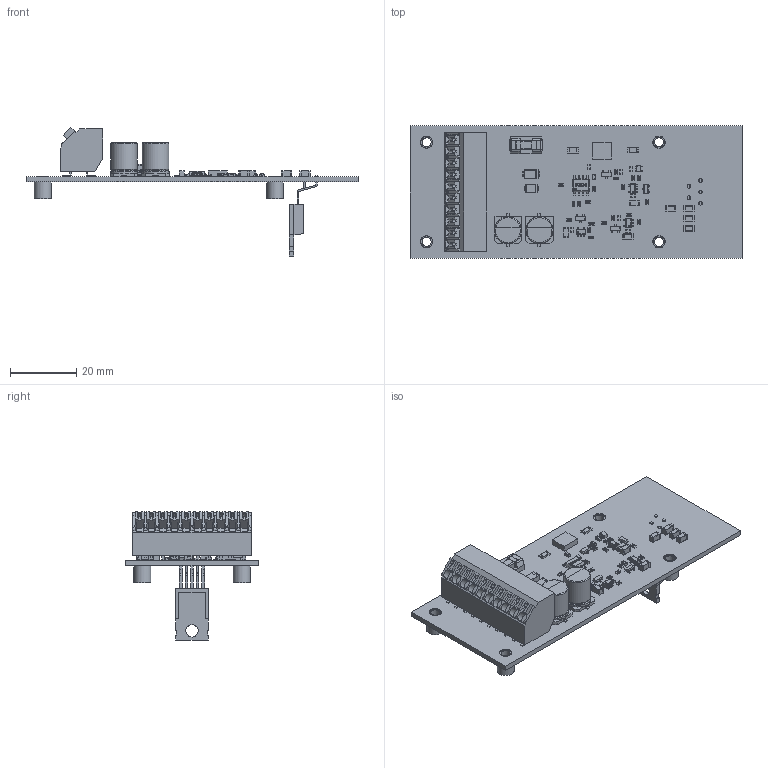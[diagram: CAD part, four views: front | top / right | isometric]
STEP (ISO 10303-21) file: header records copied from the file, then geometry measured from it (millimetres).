
FILE_DESCRIPTION(('STEP AP214'),'1');
FILE_NAME('PSUP_10V3A.step','2024-01-15T14:38:59',(' '),(' '),'Spatial InterOp 3D','XD3DPlugin XRACreate',' ');
FILE_SCHEMA(('automotive_design'));
Length unit declared in the file: millimetre
Products named in the file (63): DesignRootModel; uid__10529; Submodel-ID3D000224.stp; ID3D000224.xtd; Submodel-RESI002052_part_res_0603_ze__V1; Submodel-RESI800093_part_res_0603_ze__V1; Submodel-RESI800072_part_res_0603_ze__V1; Submodel-RESI002613_part_res_0603_ze__V1; Submodel-RESI900016_part_res_0603_ze__V1; Submodel-ID3D001145.stp; ID3D001145.xtd; Submodel-ICAN004409_part_SOIC8_1.27SP_3.9X4.9B_6W_1.75H__V1; Submodel-RESI002659_part_res_0603_ze__V1; Submodel-ID3D000572.stp; ID3D000572.xtd; Submodel-PCAP103471_part_CAP_SMD_RAD_D8_H10.2__V1; Submodel-ID3D000933.stp; ID3D000933.xtd; Submodel-RESI004348_part_RES_4PIN_3.2x1.6B__V1; Submodel-ID3D000221.stp; ID3D000221.xtd; Submodel-CAPA104828_part_cap_0603_ze__V1; Submodel-ID3D001159.stp; ID3D001159.xtd; Submodel-ICAN003524_part_SOT23_5P_.95SP_2.9X1.6B_2.8W_H1.45__V1; Submodel-CAPA100068_part_cap_0603_ze__V1; Submodel-ID3D000456.stp; ID3D000456.xtd; Submodel-OPTO100764_part_LED_0603__V1; Submodel-ID3D000238.stp; ID3D000238.xtd; Submodel-DIOD106735_part_SOT23_PO_1.2.3__V1; Submodel-noModelForPart_TRAN002449_2488415078; placementOutline; Submodel-TRAN002449_2488415078_part_SOIC8_1.27SP_3.9X4.9B_6W_MOSFET_3S_1G_4D__V1; Submodel-DIOD000320_part_SOT23_PO_1.2.3__V1; Submodel-ID3D100807.stp; ID3D100807.xtd; Submodel-CAPA002977_part_cap_1206_ipc_H1.8__V1; Submodel-ID3D000411.stp ...
Assembly tree (102 placements, depth 5):
  PSUP_10V3A
    DesignRootModel
      uid__10529
      Submodel-RESI002052_part_res_0603_ze__V1
        Submodel-ID3D000224.stp
          ID3D000224.xtd
      Submodel-RESI800093_part_res_0603_ze__V1
        Submodel-ID3D000224.stp
          ID3D000224.xtd
      Submodel-RESI800072_part_res_0603_ze__V1
        Submodel-ID3D000224.stp
          ID3D000224.xtd
      Submodel-RESI002613_part_res_0603_ze__V1  x3
        Submodel-ID3D000224.stp
          ID3D000224.xtd
      Submodel-RESI900016_part_res_0603_ze__V1  x3
        Submodel-ID3D000224.stp
          ID3D000224.xtd
      Submodel-ICAN004409_part_SOIC8_1.27SP_3.9X4.9B_6W_1.75H__V1
        Submodel-ID3D001145.stp
          ID3D001145.xtd
      Submodel-RESI002659_part_res_0603_ze__V1  x10
        Submodel-ID3D000224.stp
          ID3D000224.xtd
      Submodel-PCAP103471_part_CAP_SMD_RAD_D8_H10.2__V1  x2
        Submodel-ID3D000572.stp
          ID3D000572.xtd
      Submodel-RESI004348_part_RES_4PIN_3.2x1.6B__V1  x2
        Submodel-ID3D000933.stp
          ID3D000933.xtd
      Submodel-CAPA104828_part_cap_0603_ze__V1
        Submodel-ID3D000221.stp
          ID3D000221.xtd
      Submodel-ICAN003524_part_SOT23_5P_.95SP_2.9X1.6B_2.8W_H1.45__V1  x3
        Submodel-ID3D001159.stp
          ID3D001159.xtd
      Submodel-CAPA100068_part_cap_0603_ze__V1  x6
        Submodel-ID3D000221.stp
          ID3D000221.xtd
      Submodel-OPTO100764_part_LED_0603__V1
        Submodel-ID3D000456.stp
          ID3D000456.xtd
      Submodel-DIOD106735_part_SOT23_PO_1.2.3__V1
        Submodel-ID3D000238.stp
          ID3D000238.xtd
      Submodel-TRAN002449_2488415078_part_SOIC8_1.27SP_3.9X4.9B_6W_MOSFET_3S_1G_4D__V1
        Submodel-noModelForPart_TRAN002449_2488415078
          placementOutline
      Submodel-DIOD000320_part_SOT23_PO_1.2.3__V1  x2
        Submodel-ID3D000238.stp
          ID3D000238.xtd
      Submodel-CAPA002977_part_cap_1206_ipc_H1.8__V1  x7
        Submodel-ID3D100807.stp
          ID3D100807.xtd
      Submodel-DIOD103304_part_DIODE_SMD_SMA_4.5X2.8B__V1
        Submodel-ID3D000411.stp
          ID3D000411.xtd
      Submodel-DIOD003570_part_DIODE_SMD_SMAJ_4.3X2.6B__V1
        Submodel-ID3D101481.stp
          ID3D101481.xtd
Bounding box: 100 x 40 x 38.66 mm (x, y, z)
Volume: 13488.3 mm3; surface area: 15289.4 mm2
Topology: 105 solids, 105 shells, 7568 faces, 19100 edges, 11719 vertices
Faces by surface type: plane 2921, bspline 2496, cylinder 1705, sphere 424, torus 13, cone 9
Full cylindrical faces by diameter (mm): 0.2 x1, 1.1 x5, 1.2 x10, 2.7 x4, 3.5 x4, 3.7 x5, 5.1 x4, 7.5 x2, 8 x4
Entity records: 99638 total; most frequent: CARTESIAN_POINT 16438, ORIENTED_EDGE 13682, DIRECTION 12987, EDGE_CURVE 6841, LINE 5425, VECTOR 5425, VERTEX_POINT 4494, AXIS2_PLACEMENT_3D 3781
